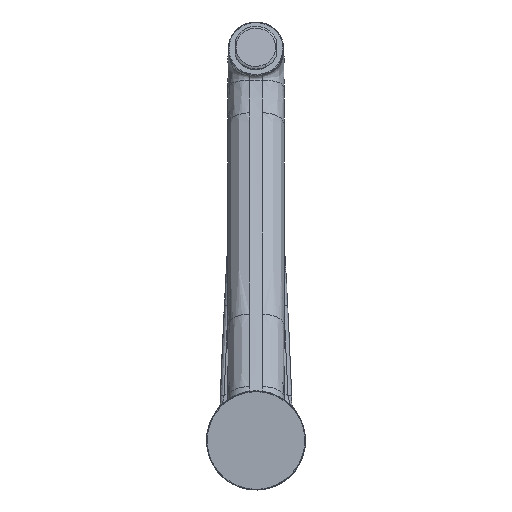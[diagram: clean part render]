
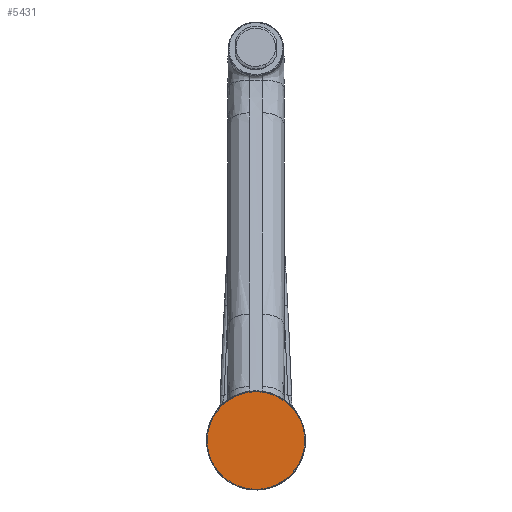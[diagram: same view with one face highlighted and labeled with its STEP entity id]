
A CAD part, front view. The second image highlights one B-rep face of the part: STEP entity #5431.
In plain terms, the highlighted planar face has unit normal (0, -1, 0).
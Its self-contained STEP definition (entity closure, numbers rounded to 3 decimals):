
#1075 = CARTESIAN_POINT ( 'NONE',  ( 25.166, -5., -8.177 ) ) ;
#1081 = EDGE_CURVE ( 'NONE', #17103, #6856, #20667, .T. ) ;
#2349 = ORIENTED_EDGE ( 'NONE', *, *, #1081, .F. ) ;
#2864 = CARTESIAN_POINT ( 'NONE',  ( -25.166, -5., 8.177 ) ) ;
#2946 = CARTESIAN_POINT ( 'NONE',  ( 41.52, -5., 42.155 ) ) ;
#5431 = ADVANCED_FACE ( 'NONE', ( #14271 ), #6390, .T. ) ;
#6390 = PLANE ( 'NONE',  #20479 ) ;
#6856 = VERTEX_POINT ( 'NONE', #22159 ) ;
#6907 = CARTESIAN_POINT ( 'NONE',  ( -41.52, -5., -42.155 ) ) ;
#8438 = CARTESIAN_POINT ( 'NONE',  ( -22.825, -5., 7.416 ) ) ;
#8947 =( BOUNDED_CURVE ( )  B_SPLINE_CURVE ( 3, ( #19610, #16078, #6907, #14285 ),
 .UNSPECIFIED., .F., .T. ) 
 B_SPLINE_CURVE_WITH_KNOTS ( ( 4, 4 ),
 ( 0.5, 1. ),
 .UNSPECIFIED. ) 
 CURVE ( )  GEOMETRIC_REPRESENTATION_ITEM ( )  RATIONAL_B_SPLINE_CURVE ( ( 1., 0.333, 0.333, 1. ) ) 
 REPRESENTATION_ITEM ( '' )  );
#9606 = EDGE_LOOP ( 'NONE', ( #2349, #14045 ) ) ;
#10083 = DIRECTION ( 'NONE',  ( 0., -1., 0. ) ) ;
#14045 = ORIENTED_EDGE ( 'NONE', *, *, #16404, .F. ) ;
#14271 = FACE_OUTER_BOUND ( 'NONE', #9606, .T. ) ;
#14285 = CARTESIAN_POINT ( 'NONE',  ( -25.166, -5., 8.177 ) ) ;
#16078 = CARTESIAN_POINT ( 'NONE',  ( 8.812, -5., -58.509 ) ) ;
#16404 = EDGE_CURVE ( 'NONE', #6856, #17103, #8947, .T. ) ;
#17103 = VERTEX_POINT ( 'NONE', #22334 ) ;
#19346 = DIRECTION ( 'NONE',  ( -1., 0., 0. ) ) ;
#19610 = CARTESIAN_POINT ( 'NONE',  ( 25.166, -5., -8.177 ) ) ;
#20479 = AXIS2_PLACEMENT_3D ( 'NONE', #8438, #10083, #19346 ) ;
#20667 =( BOUNDED_CURVE ( )  B_SPLINE_CURVE ( 3, ( #2864, #21548, #2946, #1075 ),
 .UNSPECIFIED., .F., .T. ) 
 B_SPLINE_CURVE_WITH_KNOTS ( ( 4, 4 ),
 ( 0., 0.5 ),
 .UNSPECIFIED. ) 
 CURVE ( )  GEOMETRIC_REPRESENTATION_ITEM ( )  RATIONAL_B_SPLINE_CURVE ( ( 1., 0.333, 0.333, 1. ) ) 
 REPRESENTATION_ITEM ( '' )  );
#21548 = CARTESIAN_POINT ( 'NONE',  ( -8.812, -5., 58.509 ) ) ;
#22159 = CARTESIAN_POINT ( 'NONE',  ( 25.166, -5., -8.177 ) ) ;
#22334 = CARTESIAN_POINT ( 'NONE',  ( -25.166, -5., 8.177 ) ) ;
